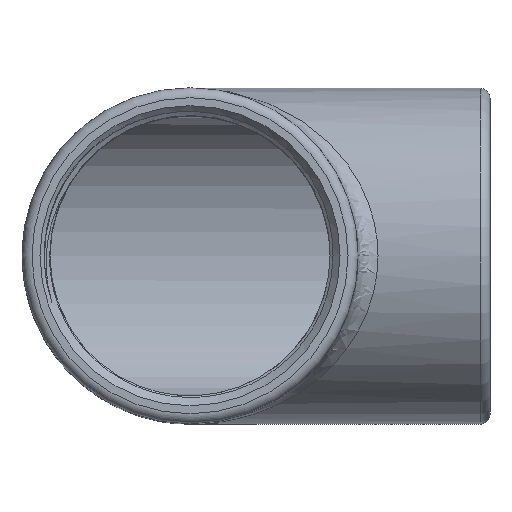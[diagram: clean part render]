
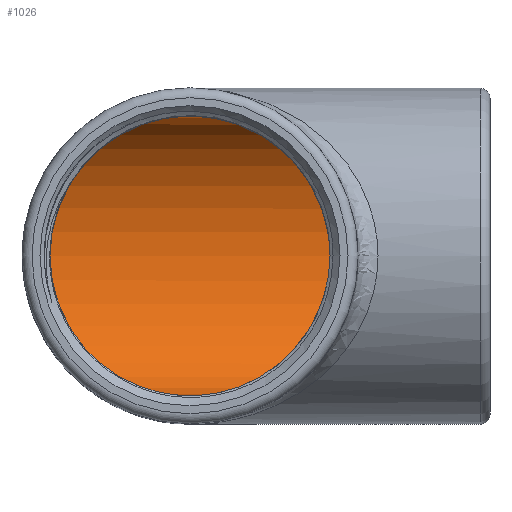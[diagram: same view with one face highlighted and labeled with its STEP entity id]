
A CAD part, top view. The second image highlights one B-rep face of the part: STEP entity #1026.
In plain terms, the highlighted toroidal (fillet/blend) face has major radius 35 mm and minor radius 35 mm.
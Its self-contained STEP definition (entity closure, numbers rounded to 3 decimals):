
#33=TOROIDAL_SURFACE('',#1064,35.,35.);
#76=CIRCLE('',#1065,35.);
#77=CIRCLE('',#1066,35.);
#266=ORIENTED_EDGE('',*,*,#622,.T.);
#267=ORIENTED_EDGE('',*,*,#623,.F.);
#622=EDGE_CURVE('',#799,#799,#76,.T.);
#623=EDGE_CURVE('',#799,#799,#77,.T.);
#799=VERTEX_POINT('',#9282);
#949=EDGE_LOOP('',(#266,#267));
#985=FACE_BOUND('',#949,.T.);
#1026=ADVANCED_FACE('',(#985),#33,.F.);
#1064=AXIS2_PLACEMENT_3D('',#9280,#1121,#1122);
#1065=AXIS2_PLACEMENT_3D('',#9281,#1123,#1124);
#1066=AXIS2_PLACEMENT_3D('',#9283,#1125,#1126);
#1121=DIRECTION('',(0.,1.,0.));
#1122=DIRECTION('',(0.,0.,1.));
#1123=DIRECTION('',(1.,0.,0.));
#1124=DIRECTION('',(0.,0.,-1.));
#1125=DIRECTION('',(0.,0.,-1.));
#1126=DIRECTION('',(-1.,0.,0.));
#9280=CARTESIAN_POINT('',(35.,0.,35.));
#9281=CARTESIAN_POINT('',(35.,0.,0.));
#9282=CARTESIAN_POINT('',(35.,0.,35.));
#9283=CARTESIAN_POINT('',(0.,0.,35.));
